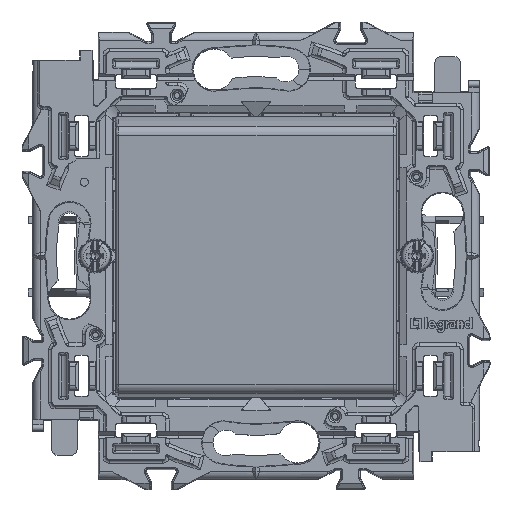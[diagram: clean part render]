
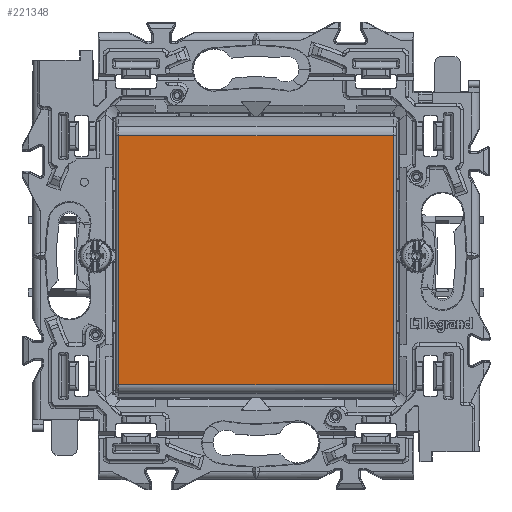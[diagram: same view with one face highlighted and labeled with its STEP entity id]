
A CAD part, top view. The second image highlights one B-rep face of the part: STEP entity #221348.
In plain terms, the highlighted face is planar.
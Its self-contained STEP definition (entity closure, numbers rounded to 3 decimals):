
#221328=AXIS2_PLACEMENT_3D('Plane Axis2P3D',#221325,#221326,#221327) ;
#220631=CARTESIAN_POINT('Vertex',(-21.715,19.789,11.5)) ;
#220699=CARTESIAN_POINT('Vertex',(-21.715,-19.789,11.5)) ;
#220702=CARTESIAN_POINT('Line Origine',(-21.715,0.,11.5)) ;
#220719=CARTESIAN_POINT('Line Origine',(0.,19.789,11.5)) ;
#220723=CARTESIAN_POINT('Vertex',(21.715,19.789,11.5)) ;
#221325=CARTESIAN_POINT('Axis2P3D Location',(0.,-20.842,11.5)) ;
#221330=CARTESIAN_POINT('Line Origine',(0.,-19.789,11.5)) ;
#221334=CARTESIAN_POINT('Vertex',(21.715,-19.789,11.5)) ;
#221337=CARTESIAN_POINT('Line Origine',(21.715,0.,11.5)) ;
#220703=DIRECTION('Vector Direction',(0.,1.,0.)) ;
#220720=DIRECTION('Vector Direction',(1.,0.,0.)) ;
#221326=DIRECTION('Axis2P3D Direction',(0.,0.,-1.)) ;
#221327=DIRECTION('Axis2P3D XDirection',(0.,1.,0.)) ;
#221331=DIRECTION('Vector Direction',(1.,0.,0.)) ;
#221338=DIRECTION('Vector Direction',(0.,1.,0.)) ;
#220704=VECTOR('Line Direction',#220703,1.) ;
#220721=VECTOR('Line Direction',#220720,1.) ;
#221332=VECTOR('Line Direction',#221331,1.) ;
#221339=VECTOR('Line Direction',#221338,1.) ;
#221343=ORIENTED_EDGE('',*,*,#220706,.T.) ;
#221344=ORIENTED_EDGE('',*,*,#221336,.T.) ;
#221345=ORIENTED_EDGE('',*,*,#221341,.T.) ;
#221346=ORIENTED_EDGE('',*,*,#220725,.F.) ;
#221348=ADVANCED_FACE('Doigt 2M',(#221347),#221329,.F.) ;
#220706=EDGE_CURVE('',#220632,#220700,#220705,.F.) ;
#220725=EDGE_CURVE('',#220632,#220724,#220722,.T.) ;
#221336=EDGE_CURVE('',#220700,#221335,#221333,.T.) ;
#221341=EDGE_CURVE('',#221335,#220724,#221340,.T.) ;
#221342=EDGE_LOOP('',(#221343,#221344,#221345,#221346)) ;
#221347=FACE_OUTER_BOUND('',#221342,.T.) ;
#220705=LINE('Line',#220702,#220704) ;
#220722=LINE('Line',#220719,#220721) ;
#221333=LINE('Line',#221330,#221332) ;
#221340=LINE('Line',#221337,#221339) ;
#221329=PLANE('',#221328) ;
#220632=VERTEX_POINT('',#220631) ;
#220700=VERTEX_POINT('',#220699) ;
#220724=VERTEX_POINT('',#220723) ;
#221335=VERTEX_POINT('',#221334) ;
